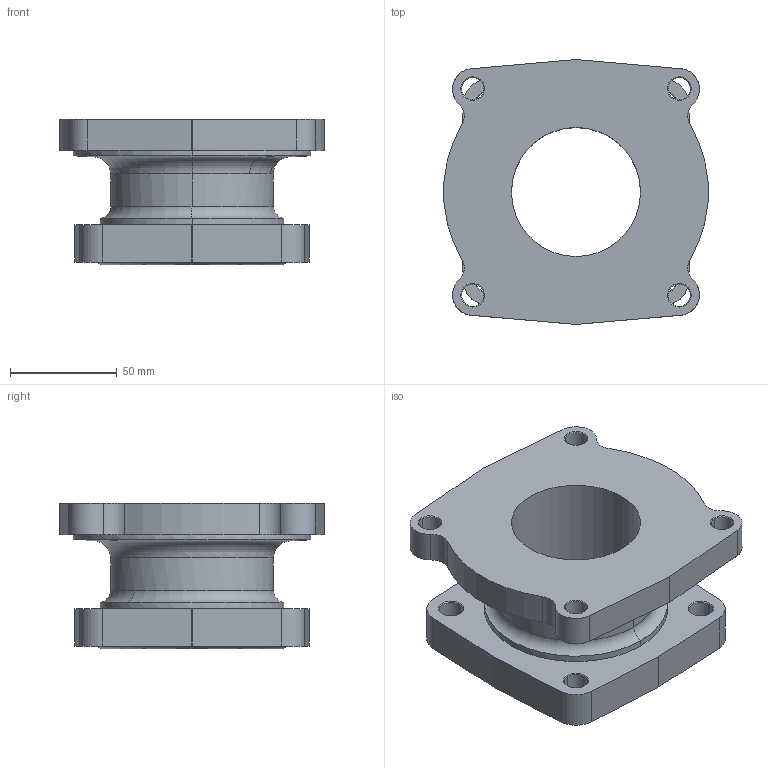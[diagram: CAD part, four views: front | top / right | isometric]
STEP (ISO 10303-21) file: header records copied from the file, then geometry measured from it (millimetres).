
FILE_DESCRIPTION((''),'2;1');
FILE_NAME('B2S_ASM','2012-01-26T',('sobri'),(''),'PRO/ENGINEER BY PARAMETRIC TECHNOLOGY CORPORATION, 2011180','PRO/ENGINEER BY PARAMETRIC TECHNOLOGY CORPORATION, 2011180','');
FILE_SCHEMA(('CONFIG_CONTROL_DESIGN'));
Length unit declared in the file: inch
Products named in the file (3): C30836; 757364; B2S_ASM
Assembly tree (2 placements, depth 2):
  B2S_ASM
    C30836
    757364
Bounding box: 123.47 x 123.81 x 67.87 mm (x, y, z)
Volume: 375103.5 mm3; surface area: 77971.1 mm2
Topology: 2 solids, 2 shells, 118 faces, 292 edges, 180 vertices
Faces by surface type: cylinder 48, cone 34, plane 18, bspline 10, torus 8
Entity records: 4012 total; most frequent: CARTESIAN_POINT 1035, DIRECTION 652, ORIENTED_EDGE 584, EDGE_CURVE 292, AXIS2_PLACEMENT_3D 267, VERTEX_POINT 180, CIRCLE 154, EDGE_LOOP 140
